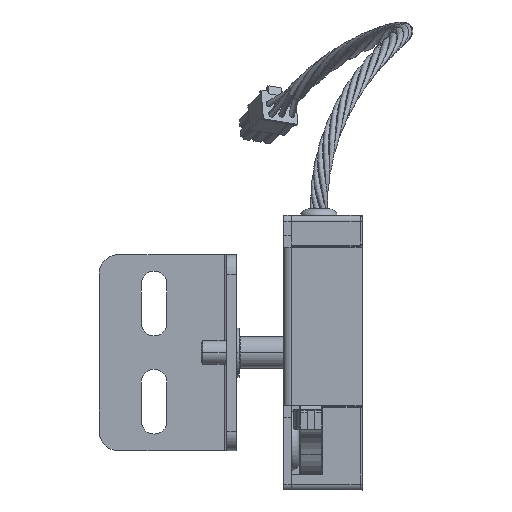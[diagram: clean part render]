
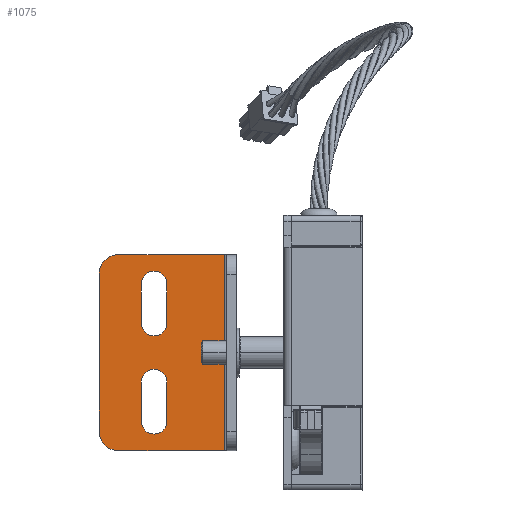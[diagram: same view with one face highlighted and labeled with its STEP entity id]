
A CAD part, front view. The second image highlights one B-rep face of the part: STEP entity #1075.
In plain terms, the highlighted planar face has unit normal (0, -1, 0).
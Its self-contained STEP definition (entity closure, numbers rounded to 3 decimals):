
#1075 = ADVANCED_FACE ( 'NONE', ( #16501, #50548, #52537 ), #79282, .F. ) ;
#2153 = CARTESIAN_POINT ( 'NONE',  ( 43.554, 93.935, 130. ) ) ;
#2688 = CARTESIAN_POINT ( 'NONE',  ( 49.304, 93.935, 167.5 ) ) ;
#4979 = CARTESIAN_POINT ( 'NONE',  ( 52.554, 93.935, 157.5 ) ) ;
#5327 = ORIENTED_EDGE ( 'NONE', *, *, #75316, .F. ) ;
#5395 = VECTOR ( 'NONE', #27115, 1000. ) ;
#5494 = VECTOR ( 'NONE', #65122, 1000. ) ;
#5723 = ORIENTED_EDGE ( 'NONE', *, *, #69905, .F. ) ;
#6298 = EDGE_CURVE ( 'NONE', #57904, #48618, #38799, .T. ) ;
#6863 = AXIS2_PLACEMENT_3D ( 'NONE', #2153, #46894, #8604 ) ;
#7497 = ORIENTED_EDGE ( 'NONE', *, *, #58051, .F. ) ;
#8604 = DIRECTION ( 'NONE',  ( -1., 0., 0. ) ) ;
#8969 = CARTESIAN_POINT ( 'NONE',  ( 70.554, 93.935, 175. ) ) ;
#9579 = EDGE_LOOP ( 'NONE', ( #18978, #13355, #68613, #44408 ) ) ;
#9797 = AXIS2_PLACEMENT_3D ( 'NONE', #13729, #58480, #20138 ) ;
#9931 = CARTESIAN_POINT ( 'NONE',  ( 38.554, 93.935, 170. ) ) ;
#10105 = VERTEX_POINT ( 'NONE', #58468 ) ;
#10239 = VECTOR ( 'NONE', #47219, 1000. ) ;
#11133 = CARTESIAN_POINT ( 'NONE',  ( 70.554, 93.935, 125. ) ) ;
#11335 = CARTESIAN_POINT ( 'NONE',  ( 49.304, 93.935, 132.5 ) ) ;
#11461 = DIRECTION ( 'NONE',  ( -1., 0., 0. ) ) ;
#12598 = DIRECTION ( 'NONE',  ( 0., 1., 0. ) ) ;
#13355 = ORIENTED_EDGE ( 'NONE', *, *, #6298, .F. ) ;
#13729 = CARTESIAN_POINT ( 'NONE',  ( 52.554, 93.935, 132.5 ) ) ;
#14463 = EDGE_LOOP ( 'NONE', ( #5327, #5723, #7497, #35789, #50498, #42039 ) ) ;
#16501 = FACE_OUTER_BOUND ( 'NONE', #14463, .T. ) ;
#17252 = EDGE_CURVE ( 'NONE', #41517, #50865, #22951, .T. ) ;
#17370 = VERTEX_POINT ( 'NONE', #11335 ) ;
#18428 = CARTESIAN_POINT ( 'NONE',  ( 49.304, 93.935, 157.5 ) ) ;
#18978 = ORIENTED_EDGE ( 'NONE', *, *, #23836, .F. ) ;
#20138 = DIRECTION ( 'NONE',  ( -1., 0., 0. ) ) ;
#20149 = DIRECTION ( 'NONE',  ( 0., 1., 0. ) ) ;
#21864 = DIRECTION ( 'NONE',  ( 0., -1., 0. ) ) ;
#22271 = CIRCLE ( 'NONE', #58403, 3.25 ) ;
#22732 = LINE ( 'NONE', #70195, #54794 ) ;
#22894 = AXIS2_PLACEMENT_3D ( 'NONE', #63880, #25433, #70306 ) ;
#22951 = LINE ( 'NONE', #23053, #74127 ) ;
#23053 = CARTESIAN_POINT ( 'NONE',  ( 55.804, 93.935, 125. ) ) ;
#23527 = EDGE_LOOP ( 'NONE', ( #25897, #68597, #71901, #57299 ) ) ;
#23836 = EDGE_CURVE ( 'NONE', #48618, #73105, #22271, .T. ) ;
#25433 = DIRECTION ( 'NONE',  ( 0., -1., 0. ) ) ;
#25897 = ORIENTED_EDGE ( 'NONE', *, *, #30966, .F. ) ;
#26688 = CARTESIAN_POINT ( 'NONE',  ( 38.554, 93.935, 125. ) ) ;
#27115 = DIRECTION ( 'NONE',  ( 0., 0., -1. ) ) ;
#27198 = VERTEX_POINT ( 'NONE', #18428 ) ;
#28478 = EDGE_CURVE ( 'NONE', #17370, #41517, #52926, .T. ) ;
#29165 = LINE ( 'NONE', #48913, #44159 ) ;
#29338 = DIRECTION ( 'NONE',  ( -1., 0., 0. ) ) ;
#29492 = DIRECTION ( 'NONE',  ( 0., 0., 1. ) ) ;
#29814 = VECTOR ( 'NONE', #72572, 1000. ) ;
#30966 = EDGE_CURVE ( 'NONE', #50865, #63367, #48101, .T. ) ;
#31216 = EDGE_CURVE ( 'NONE', #61389, #50178, #76216, .T. ) ;
#35789 = ORIENTED_EDGE ( 'NONE', *, *, #54207, .F. ) ;
#37062 = VERTEX_POINT ( 'NONE', #11133 ) ;
#37164 = CIRCLE ( 'NONE', #65936, 3.25 ) ;
#37204 = EDGE_CURVE ( 'NONE', #63367, #17370, #22732, .T. ) ;
#38204 = DIRECTION ( 'NONE',  ( 0., 0., -1. ) ) ;
#38799 = LINE ( 'NONE', #73419, #29814 ) ;
#39405 = CARTESIAN_POINT ( 'NONE',  ( 43.554, 93.935, 175. ) ) ;
#39877 = CARTESIAN_POINT ( 'NONE',  ( 49.304, 93.935, 142.5 ) ) ;
#41517 = VERTEX_POINT ( 'NONE', #59539 ) ;
#42039 = ORIENTED_EDGE ( 'NONE', *, *, #31216, .F. ) ;
#42365 = CARTESIAN_POINT ( 'NONE',  ( 55.804, 93.935, 167.5 ) ) ;
#43681 = EDGE_CURVE ( 'NONE', #50178, #61114, #71666, .T. ) ;
#43947 = VECTOR ( 'NONE', #75521, 1000. ) ;
#44159 = VECTOR ( 'NONE', #29338, 1000. ) ;
#44408 = ORIENTED_EDGE ( 'NONE', *, *, #76036, .F. ) ;
#45273 = CARTESIAN_POINT ( 'NONE',  ( 55.804, 93.935, 142.5 ) ) ;
#46894 = DIRECTION ( 'NONE',  ( 0., 1., 0. ) ) ;
#47219 = DIRECTION ( 'NONE',  ( 1., 0., 0. ) ) ;
#48101 = CIRCLE ( 'NONE', #22894, 3.25 ) ;
#48618 = VERTEX_POINT ( 'NONE', #42365 ) ;
#48913 = CARTESIAN_POINT ( 'NONE',  ( 70.554, 93.935, 125. ) ) ;
#49654 = CARTESIAN_POINT ( 'NONE',  ( 49.304, 93.935, 125. ) ) ;
#49741 = DIRECTION ( 'NONE',  ( 0., -1., 0. ) ) ;
#50178 = VERTEX_POINT ( 'NONE', #56322 ) ;
#50498 = ORIENTED_EDGE ( 'NONE', *, *, #43681, .F. ) ;
#50548 = FACE_BOUND ( 'NONE', #23527, .T. ) ;
#50865 = VERTEX_POINT ( 'NONE', #45273 ) ;
#52302 = CARTESIAN_POINT ( 'NONE',  ( 55.804, 93.935, 157.5 ) ) ;
#52537 = FACE_BOUND ( 'NONE', #9579, .T. ) ;
#52926 = CIRCLE ( 'NONE', #9797, 3.25 ) ;
#53527 = AXIS2_PLACEMENT_3D ( 'NONE', #58484, #20149, #65040 ) ;
#54207 = EDGE_CURVE ( 'NONE', #61114, #69877, #55963, .T. ) ;
#54794 = VECTOR ( 'NONE', #38204, 1000. ) ;
#55963 = CIRCLE ( 'NONE', #53527, 5. ) ;
#56322 = CARTESIAN_POINT ( 'NONE',  ( 38.554, 93.935, 130. ) ) ;
#57299 = ORIENTED_EDGE ( 'NONE', *, *, #37204, .F. ) ;
#57904 = VERTEX_POINT ( 'NONE', #52302 ) ;
#58051 = EDGE_CURVE ( 'NONE', #69877, #10105, #76405, .T. ) ;
#58403 = AXIS2_PLACEMENT_3D ( 'NONE', #60222, #21864, #66730 ) ;
#58468 = CARTESIAN_POINT ( 'NONE',  ( 70.554, 93.935, 175. ) ) ;
#58480 = DIRECTION ( 'NONE',  ( 0., -1., 0. ) ) ;
#58484 = CARTESIAN_POINT ( 'NONE',  ( 43.554, 93.935, 170. ) ) ;
#59025 = CARTESIAN_POINT ( 'NONE',  ( 70.554, 93.935, 125. ) ) ;
#59147 = EDGE_CURVE ( 'NONE', #27198, #57904, #37164, .T. ) ;
#59539 = CARTESIAN_POINT ( 'NONE',  ( 55.804, 93.935, 132.5 ) ) ;
#60222 = CARTESIAN_POINT ( 'NONE',  ( 52.554, 93.935, 167.5 ) ) ;
#60966 = LINE ( 'NONE', #49654, #43947 ) ;
#61114 = VERTEX_POINT ( 'NONE', #9931 ) ;
#61389 = VERTEX_POINT ( 'NONE', #70112 ) ;
#63367 = VERTEX_POINT ( 'NONE', #39877 ) ;
#63880 = CARTESIAN_POINT ( 'NONE',  ( 52.554, 93.935, 142.5 ) ) ;
#65040 = DIRECTION ( 'NONE',  ( 1., 0., 0. ) ) ;
#65122 = DIRECTION ( 'NONE',  ( 0., 0., 1. ) ) ;
#65936 = AXIS2_PLACEMENT_3D ( 'NONE', #4979, #49741, #11461 ) ;
#66730 = DIRECTION ( 'NONE',  ( -1., 0., 0. ) ) ;
#68597 = ORIENTED_EDGE ( 'NONE', *, *, #17252, .F. ) ;
#68613 = ORIENTED_EDGE ( 'NONE', *, *, #59147, .F. ) ;
#69877 = VERTEX_POINT ( 'NONE', #39405 ) ;
#69905 = EDGE_CURVE ( 'NONE', #10105, #37062, #71577, .T. ) ;
#70112 = CARTESIAN_POINT ( 'NONE',  ( 43.554, 93.935, 125. ) ) ;
#70195 = CARTESIAN_POINT ( 'NONE',  ( 49.304, 93.935, 125. ) ) ;
#70306 = DIRECTION ( 'NONE',  ( -1., 0., 0. ) ) ;
#71577 = LINE ( 'NONE', #59025, #5395 ) ;
#71666 = LINE ( 'NONE', #26688, #5494 ) ;
#71901 = ORIENTED_EDGE ( 'NONE', *, *, #28478, .F. ) ;
#72572 = DIRECTION ( 'NONE',  ( 0., 0., 1. ) ) ;
#73105 = VERTEX_POINT ( 'NONE', #2688 ) ;
#73419 = CARTESIAN_POINT ( 'NONE',  ( 55.804, 93.935, 125. ) ) ;
#74127 = VECTOR ( 'NONE', #29492, 1000. ) ;
#75316 = EDGE_CURVE ( 'NONE', #37062, #61389, #29165, .T. ) ;
#75521 = DIRECTION ( 'NONE',  ( 0., 0., -1. ) ) ;
#76036 = EDGE_CURVE ( 'NONE', #73105, #27198, #60966, .T. ) ;
#76202 = CARTESIAN_POINT ( 'NONE',  ( 70.554, 93.935, 125. ) ) ;
#76216 = CIRCLE ( 'NONE', #6863, 5. ) ;
#76405 = LINE ( 'NONE', #8969, #10239 ) ;
#79282 = PLANE ( 'NONE',  #80982 ) ;
#79560 = DIRECTION ( 'NONE',  ( 0., 0., 1. ) ) ;
#80982 = AXIS2_PLACEMENT_3D ( 'NONE', #76202, #12598, #79560 ) ;
